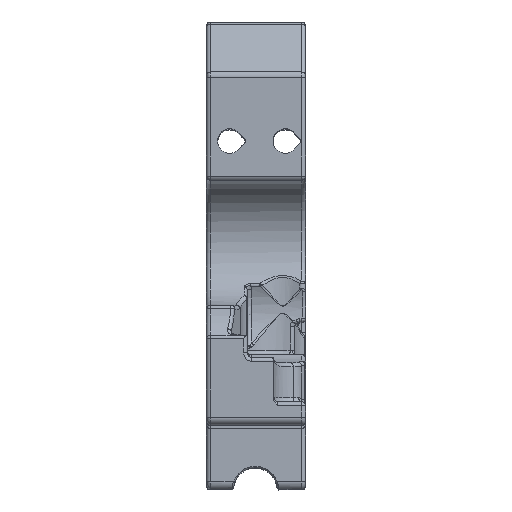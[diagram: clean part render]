
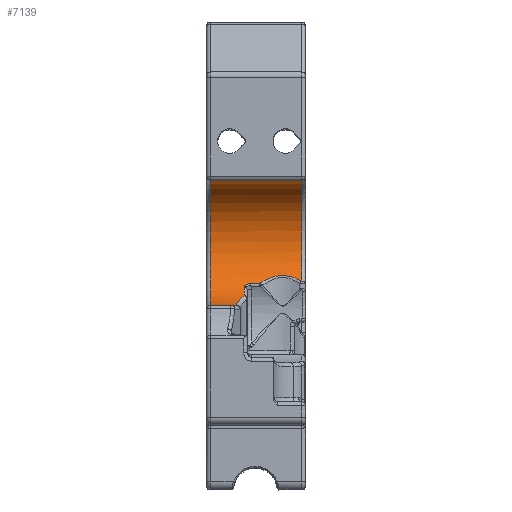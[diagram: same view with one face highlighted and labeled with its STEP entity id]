
A CAD part, top view. The second image highlights one B-rep face of the part: STEP entity #7139.
In plain terms, the highlighted cylindrical face has radius 7.949 mm (diameter 15.897 mm), a partial arc.
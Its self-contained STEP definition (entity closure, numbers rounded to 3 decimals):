
#159=ELLIPSE('',#7745,8.456,7.948);
#447=B_SPLINE_CURVE_WITH_KNOTS('',3,(#15075,#15076,#15077,#15078),
 .UNSPECIFIED.,.F.,.F.,(4,4),(-0.103,0.314),
 .UNSPECIFIED.);
#448=B_SPLINE_CURVE_WITH_KNOTS('',3,(#15168,#15169,#15170,#15171,#15172,
#15173,#15174,#15175),.UNSPECIFIED.,.F.,.F.,(4,1,1,2,4),(0.,
0.043,0.064,0.107,0.107),
 .UNSPECIFIED.);
#450=B_SPLINE_CURVE_WITH_KNOTS('',3,(#15214,#15215,#15216,#15217,#15218,
#15219,#15220),.UNSPECIFIED.,.F.,.F.,(4,1,1,1,4),(0.,0.167,
0.25,0.416,0.583),.UNSPECIFIED.);
#680=CYLINDRICAL_SURFACE('',#7933,7.948);
#1075=FACE_OUTER_BOUND('',#1544,.T.);
#1544=EDGE_LOOP('',(#6370,#6371,#6372,#6373,#6374,#6375,#6376,#6377,#6378,
#6379));
#1899=LINE('',#15101,#2320);
#1900=LINE('',#15125,#2321);
#1902=LINE('',#15223,#2323);
#2320=VECTOR('',#9335,10.);
#2321=VECTOR('',#9340,10.);
#2323=VECTOR('',#9348,10.);
#2777=CIRCLE('',#7744,7.948);
#2778=CIRCLE('',#7748,7.948);
#2851=CIRCLE('',#7934,7.948);
#3225=VERTEX_POINT('',#13089);
#3226=VERTEX_POINT('',#13102);
#3227=VERTEX_POINT('',#13106);
#3229=VERTEX_POINT('',#13114);
#3234=VERTEX_POINT('',#13176);
#3392=VERTEX_POINT('',#14463);
#3394=VERTEX_POINT('',#14503);
#3403=VERTEX_POINT('',#15124);
#3405=VERTEX_POINT('',#15212);
#3406=VERTEX_POINT('',#15222);
#4265=EDGE_CURVE('',#3392,#3225,#2777,.T.);
#4266=EDGE_CURVE('',#3225,#3226,#447,.T.);
#4267=EDGE_CURVE('',#3226,#3227,#159,.T.);
#4268=EDGE_CURVE('',#3227,#3229,#1899,.T.);
#4269=EDGE_CURVE('',#3229,#3234,#2778,.T.);
#4270=EDGE_CURVE('',#3394,#3403,#1900,.T.);
#4273=EDGE_CURVE('',#3403,#3392,#448,.T.);
#4276=EDGE_CURVE('',#3405,#3394,#450,.T.);
#4277=EDGE_CURVE('',#3234,#3406,#1902,.T.);
#4525=EDGE_CURVE('',#3406,#3405,#2851,.T.);
#6370=ORIENTED_EDGE('',*,*,#4273,.F.);
#6371=ORIENTED_EDGE('',*,*,#4270,.F.);
#6372=ORIENTED_EDGE('',*,*,#4276,.F.);
#6373=ORIENTED_EDGE('',*,*,#4525,.F.);
#6374=ORIENTED_EDGE('',*,*,#4277,.F.);
#6375=ORIENTED_EDGE('',*,*,#4269,.F.);
#6376=ORIENTED_EDGE('',*,*,#4268,.F.);
#6377=ORIENTED_EDGE('',*,*,#4267,.F.);
#6378=ORIENTED_EDGE('',*,*,#4266,.F.);
#6379=ORIENTED_EDGE('',*,*,#4265,.F.);
#7139=ADVANCED_FACE('',(#1075),#680,.F.);
#7744=AXIS2_PLACEMENT_3D('',#15054,#9329,#9330);
#7745=AXIS2_PLACEMENT_3D('',#15099,#9331,#9332);
#7748=AXIS2_PLACEMENT_3D('',#15103,#9338,#9339);
#7933=AXIS2_PLACEMENT_3D('',#16139,#9848,#9849);
#7934=AXIS2_PLACEMENT_3D('',#16140,#9850,#9851);
#9329=DIRECTION('center_axis',(-1.,0.,0.));
#9330=DIRECTION('ref_axis',(0.,-0.423,-0.906));
#9331=DIRECTION('center_axis',(-0.94,0.,-0.341));
#9332=DIRECTION('ref_axis',(-0.341,0.,0.94));
#9335=DIRECTION('',(-1.,0.,0.));
#9338=DIRECTION('center_axis',(1.,0.,
0.));
#9339=DIRECTION('ref_axis',(0.,0.,-1.));
#9340=DIRECTION('',(-1.,0.,0.));
#9348=DIRECTION('',(1.,0.,0.));
#9848=DIRECTION('center_axis',(1.,0.,
0.));
#9849=DIRECTION('ref_axis',(0.,0.906,-0.423));
#9850=DIRECTION('center_axis',(-1.,0.,
0.));
#9851=DIRECTION('ref_axis',(0.,0.,-1.));
#13089=CARTESIAN_POINT('',(98.815,113.102,113.663));
#13102=CARTESIAN_POINT('',(97.809,111.834,117.16));
#13106=CARTESIAN_POINT('',(97.122,111.848,119.054));
#13114=CARTESIAN_POINT('',(94.544,111.848,119.054));
#13176=CARTESIAN_POINT('',(94.544,127.677,117.818));
#14463=CARTESIAN_POINT('',(98.815,114.198,112.343));
#14503=CARTESIAN_POINT('',(100.788,114.625,111.958));
#15054=CARTESIAN_POINT('Origin',(98.815,119.732,118.048));
#15075=CARTESIAN_POINT('Ctrl Pts',(98.815,113.102,113.663));
#15076=CARTESIAN_POINT('Ctrl Pts',(98.128,112.474,114.613));
#15077=CARTESIAN_POINT('Ctrl Pts',(97.714,111.98,115.861));
#15078=CARTESIAN_POINT('Ctrl Pts',(97.809,111.834,117.16));
#15099=CARTESIAN_POINT('Origin',(97.487,119.732,118.048));
#15101=CARTESIAN_POINT('',(94.044,111.848,119.054));
#15103=CARTESIAN_POINT('Origin',(94.544,119.732,118.048));
#15124=CARTESIAN_POINT('',(99.627,114.625,111.958));
#15125=CARTESIAN_POINT('',(100.788,114.625,111.958));
#15168=CARTESIAN_POINT('Ctrl Pts',(99.627,114.625,111.958));
#15169=CARTESIAN_POINT('Ctrl Pts',(99.485,114.625,111.958));
#15170=CARTESIAN_POINT('Ctrl Pts',(99.27,114.584,111.992));
#15171=CARTESIAN_POINT('Ctrl Pts',(98.978,114.428,112.127));
#15172=CARTESIAN_POINT('Ctrl Pts',(98.862,114.293,112.251));
#15173=CARTESIAN_POINT('Ctrl Pts',(98.816,114.199,112.342));
#15174=CARTESIAN_POINT('Ctrl Pts',(98.816,114.198,112.342));
#15175=CARTESIAN_POINT('Ctrl Pts',(98.815,114.198,112.343));
#15212=CARTESIAN_POINT('',(106.058,114.925,111.718));
#15214=CARTESIAN_POINT('Ctrl Pts',(106.058,114.925,111.718));
#15215=CARTESIAN_POINT('Ctrl Pts',(105.61,115.171,111.531));
#15216=CARTESIAN_POINT('Ctrl Pts',(104.874,115.5,111.317));
#15217=CARTESIAN_POINT('Ctrl Pts',(103.489,115.696,111.202));
#15218=CARTESIAN_POINT('Ctrl Pts',(102.109,115.397,111.375));
#15219=CARTESIAN_POINT('Ctrl Pts',(101.205,114.889,111.736));
#15220=CARTESIAN_POINT('Ctrl Pts',(100.788,114.625,111.958));
#15222=CARTESIAN_POINT('',(106.058,127.677,117.818));
#15223=CARTESIAN_POINT('',(94.044,127.677,117.818));
#16139=CARTESIAN_POINT('Origin',(94.044,119.732,118.048));
#16140=CARTESIAN_POINT('Origin',(106.058,119.732,118.048));
